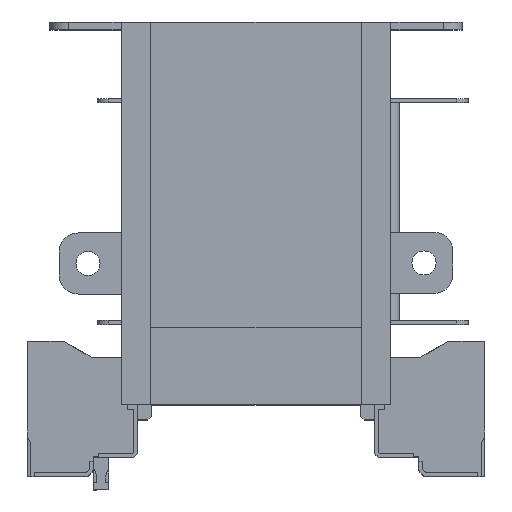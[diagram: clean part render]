
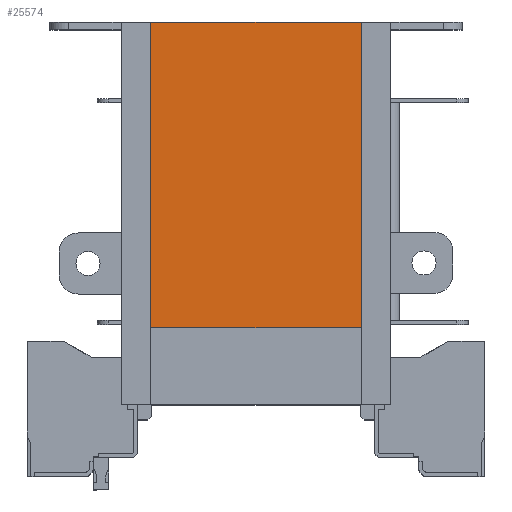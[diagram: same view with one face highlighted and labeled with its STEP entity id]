
A CAD part, top view. The second image highlights one B-rep face of the part: STEP entity #25574.
In plain terms, the highlighted face is planar.
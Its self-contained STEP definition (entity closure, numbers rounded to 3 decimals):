
#1887 = LINE ( 'NONE', #38338, #21476 ) ;
#2727 = DIRECTION ( 'NONE',  ( 0., 0., -1. ) ) ;
#2757 = VECTOR ( 'NONE', #11594, 1000. ) ;
#2866 = LINE ( 'NONE', #38950, #2757 ) ;
#6188 = CARTESIAN_POINT ( 'NONE',  ( 120., 0., 55. ) ) ;
#6452 = EDGE_LOOP ( 'NONE', ( #26697, #22697, #13871, #18735 ) ) ;
#7527 = VECTOR ( 'NONE', #2727, 1000. ) ;
#7931 = CARTESIAN_POINT ( 'NONE',  ( 120., 0., 55. ) ) ;
#8968 = DIRECTION ( 'NONE',  ( 0., -1., 0. ) ) ;
#8991 = VERTEX_POINT ( 'NONE', #29607 ) ;
#9362 = DIRECTION ( 'NONE',  ( -1., 0., 0. ) ) ;
#11594 = DIRECTION ( 'NONE',  ( 0., 0., -1. ) ) ;
#12048 = LINE ( 'NONE', #18171, #7527 ) ;
#12183 = EDGE_CURVE ( 'NONE', #24408, #30345, #1887, .T. ) ;
#12719 = CARTESIAN_POINT ( 'NONE',  ( 120., 0., 55. ) ) ;
#13871 = ORIENTED_EDGE ( 'NONE', *, *, #25573, .F. ) ;
#13958 = DIRECTION ( 'NONE',  ( 0., 1., 0. ) ) ;
#15884 = PLANE ( 'NONE',  #33736 ) ;
#17187 = EDGE_CURVE ( 'NONE', #22918, #30345, #12048, .T. ) ;
#18171 = CARTESIAN_POINT ( 'NONE',  ( 120., 0., 55. ) ) ;
#18260 = FACE_OUTER_BOUND ( 'NONE', #6452, .T. ) ;
#18735 = ORIENTED_EDGE ( 'NONE', *, *, #28120, .T. ) ;
#18852 = LINE ( 'NONE', #6188, #19172 ) ;
#19172 = VECTOR ( 'NONE', #21625, 1000. ) ;
#21476 = VECTOR ( 'NONE', #13958, 1000. ) ;
#21625 = DIRECTION ( 'NONE',  ( 0., 1., 0. ) ) ;
#22697 = ORIENTED_EDGE ( 'NONE', *, *, #17187, .F. ) ;
#22918 = VERTEX_POINT ( 'NONE', #7931 ) ;
#24408 = VERTEX_POINT ( 'NONE', #31091 ) ;
#25573 = EDGE_CURVE ( 'NONE', #8991, #22918, #18852, .T. ) ;
#25574 = ADVANCED_FACE ( 'NONE', ( #18260 ), #15884, .F. ) ;
#25952 = CARTESIAN_POINT ( 'NONE',  ( 120., 0., 0. ) ) ;
#26697 = ORIENTED_EDGE ( 'NONE', *, *, #12183, .T. ) ;
#28120 = EDGE_CURVE ( 'NONE', #8991, #24408, #2866, .T. ) ;
#29607 = CARTESIAN_POINT ( 'NONE',  ( 120., -80., 55. ) ) ;
#30345 = VERTEX_POINT ( 'NONE', #25952 ) ;
#31091 = CARTESIAN_POINT ( 'NONE',  ( 120., -80., 0. ) ) ;
#33736 = AXIS2_PLACEMENT_3D ( 'NONE', #12719, #9362, #8968 ) ;
#38338 = CARTESIAN_POINT ( 'NONE',  ( 120., 0., 0. ) ) ;
#38950 = CARTESIAN_POINT ( 'NONE',  ( 120., -80., 55. ) ) ;
